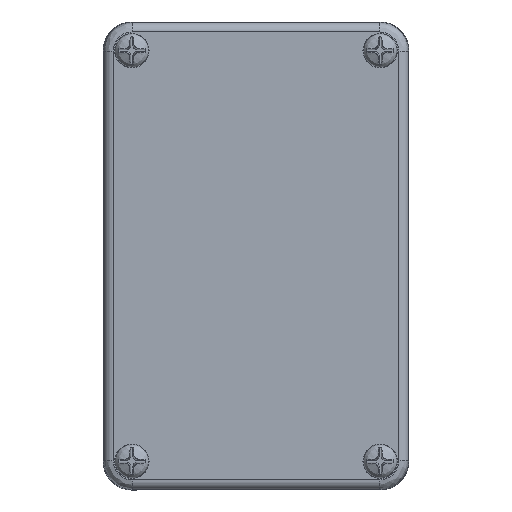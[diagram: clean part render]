
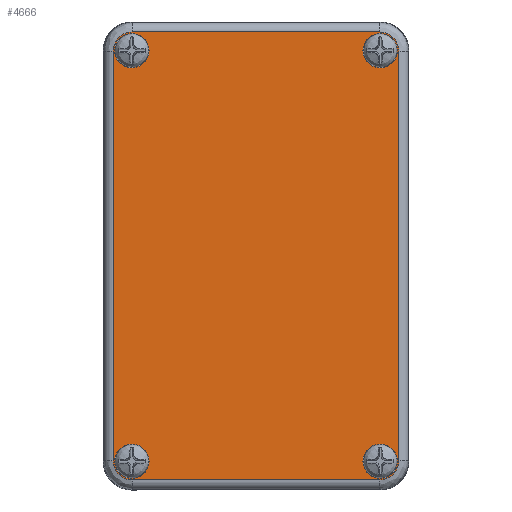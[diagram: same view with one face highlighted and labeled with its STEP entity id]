
A CAD part, top view. The second image highlights one B-rep face of the part: STEP entity #4666.
In plain terms, the highlighted face is planar.
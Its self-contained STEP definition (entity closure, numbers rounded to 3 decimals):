
#175=PLANE('',#5073);
#254=ELLIPSE('',#5051,0.4,0.4);
#257=ELLIPSE('',#5055,0.4,0.4);
#258=ELLIPSE('',#5061,0.4,0.4);
#261=ELLIPSE('',#5065,0.4,0.4);
#309=LINE('',#7524,#575);
#311=LINE('',#7662,#577);
#314=LINE('',#7669,#580);
#316=LINE('',#7802,#582);
#575=VECTOR('',#5807,5.179);
#577=VECTOR('',#5827,8.579);
#580=VECTOR('',#5834,8.579);
#582=VECTOR('',#5850,5.179);
#849=FACE_BOUND('',#1279,.T.);
#850=FACE_BOUND('',#1280,.T.);
#851=FACE_BOUND('',#1281,.T.);
#852=FACE_BOUND('',#1282,.T.);
#950=FACE_OUTER_BOUND('',#1278,.T.);
#1278=EDGE_LOOP('',(#3222,#3223,#3224,#3225,#3226,#3227,#3228,#3229));
#1279=EDGE_LOOP('',(#3230));
#1280=EDGE_LOOP('',(#3231));
#1281=EDGE_LOOP('',(#3232));
#1282=EDGE_LOOP('',(#3233));
#1662=CIRCLE('',#5028,0.36);
#1666=CIRCLE('',#5034,0.36);
#1670=CIRCLE('',#5040,0.36);
#1674=CIRCLE('',#5046,0.36);
#2030=VERTEX_POINT('',#7487);
#2034=VERTEX_POINT('',#7497);
#2038=VERTEX_POINT('',#7507);
#2042=VERTEX_POINT('',#7517);
#2044=VERTEX_POINT('',#7521);
#2045=VERTEX_POINT('',#7523);
#2048=VERTEX_POINT('',#7589);
#2049=VERTEX_POINT('',#7653);
#2052=VERTEX_POINT('',#7660);
#2053=VERTEX_POINT('',#7665);
#2056=VERTEX_POINT('',#7731);
#2057=VERTEX_POINT('',#7795);
#2477=EDGE_CURVE('',#2030,#2030,#1662,.T.);
#2481=EDGE_CURVE('',#2034,#2034,#1666,.T.);
#2485=EDGE_CURVE('',#2038,#2038,#1670,.T.);
#2489=EDGE_CURVE('',#2042,#2042,#1674,.T.);
#2491=EDGE_CURVE('',#2044,#2045,#309,.T.);
#2495=EDGE_CURVE('',#2048,#2044,#254,.T.);
#2499=EDGE_CURVE('',#2045,#2049,#257,.T.);
#2501=EDGE_CURVE('',#2052,#2048,#311,.T.);
#2505=EDGE_CURVE('',#2049,#2053,#314,.T.);
#2507=EDGE_CURVE('',#2056,#2052,#258,.T.);
#2511=EDGE_CURVE('',#2053,#2057,#261,.T.);
#2513=EDGE_CURVE('',#2057,#2056,#316,.T.);
#3222=ORIENTED_EDGE('',*,*,#2491,.F.);
#3223=ORIENTED_EDGE('',*,*,#2495,.F.);
#3224=ORIENTED_EDGE('',*,*,#2501,.F.);
#3225=ORIENTED_EDGE('',*,*,#2507,.F.);
#3226=ORIENTED_EDGE('',*,*,#2513,.F.);
#3227=ORIENTED_EDGE('',*,*,#2511,.F.);
#3228=ORIENTED_EDGE('',*,*,#2505,.F.);
#3229=ORIENTED_EDGE('',*,*,#2499,.F.);
#3230=ORIENTED_EDGE('',*,*,#2489,.T.);
#3231=ORIENTED_EDGE('',*,*,#2485,.T.);
#3232=ORIENTED_EDGE('',*,*,#2481,.T.);
#3233=ORIENTED_EDGE('',*,*,#2477,.T.);
#4666=ADVANCED_FACE('',(#950,#849,#850,#851,#852),#175,.F.);
#5028=AXIS2_PLACEMENT_3D('',#7488,#5765,#5766);
#5034=AXIS2_PLACEMENT_3D('',#7498,#5777,#5778);
#5040=AXIS2_PLACEMENT_3D('',#7508,#5789,#5790);
#5046=AXIS2_PLACEMENT_3D('',#7518,#5801,#5802);
#5051=AXIS2_PLACEMENT_3D('',#7591,#5813,#5814);
#5055=AXIS2_PLACEMENT_3D('',#7657,#5821,#5822);
#5061=AXIS2_PLACEMENT_3D('',#7733,#5837,#5838);
#5065=AXIS2_PLACEMENT_3D('',#7799,#5845,#5846);
#5073=AXIS2_PLACEMENT_3D('',#7821,#5870,#5871);
#5765=DIRECTION('center_axis',(0.,0.,1.));
#5766=DIRECTION('ref_axis',(1.,0.,0.));
#5777=DIRECTION('center_axis',(0.,0.,1.));
#5778=DIRECTION('ref_axis',(1.,0.,0.));
#5789=DIRECTION('center_axis',(0.,0.,1.));
#5790=DIRECTION('ref_axis',(1.,0.,0.));
#5801=DIRECTION('center_axis',(0.,0.,1.));
#5802=DIRECTION('ref_axis',(1.,0.,0.));
#5807=DIRECTION('',(1.,0.,0.));
#5813=DIRECTION('center_axis',(0.,0.,1.));
#5814=DIRECTION('ref_axis',(-0.707,-0.707,0.));
#5821=DIRECTION('center_axis',(0.,0.,1.));
#5822=DIRECTION('ref_axis',(0.707,-0.707,0.));
#5827=DIRECTION('',(0.,-1.,0.));
#5834=DIRECTION('',(0.,1.,0.));
#5837=DIRECTION('center_axis',(0.,0.,1.));
#5838=DIRECTION('ref_axis',(-0.707,0.707,0.));
#5845=DIRECTION('center_axis',(0.,0.,1.));
#5846=DIRECTION('ref_axis',(0.707,0.707,0.));
#5850=DIRECTION('',(-1.,0.,0.));
#5870=DIRECTION('center_axis',(0.,0.,1.));
#5871=DIRECTION('ref_axis',(1.,0.,0.));
#7487=CARTESIAN_POINT('',(47.722,37.614,0.));
#7488=CARTESIAN_POINT('Origin',(48.082,37.614,0.));
#7497=CARTESIAN_POINT('',(42.522,37.614,0.));
#7498=CARTESIAN_POINT('Origin',(42.882,37.614,0.));
#7507=CARTESIAN_POINT('',(47.722,46.214,0.));
#7508=CARTESIAN_POINT('Origin',(48.082,46.214,0.));
#7517=CARTESIAN_POINT('',(42.522,46.214,0.));
#7518=CARTESIAN_POINT('Origin',(42.882,46.214,0.));
#7521=CARTESIAN_POINT('',(42.892,37.224,0.));
#7523=CARTESIAN_POINT('',(48.072,37.224,0.));
#7524=CARTESIAN_POINT('',(42.892,37.224,0.));
#7589=CARTESIAN_POINT('',(42.492,37.624,0.));
#7591=CARTESIAN_POINT('Origin',(42.893,37.625,0.));
#7653=CARTESIAN_POINT('',(48.471,37.624,0.));
#7657=CARTESIAN_POINT('Origin',(48.071,37.625,0.));
#7660=CARTESIAN_POINT('',(42.492,46.204,0.));
#7662=CARTESIAN_POINT('',(42.492,46.204,0.));
#7665=CARTESIAN_POINT('',(48.471,46.204,0.));
#7669=CARTESIAN_POINT('',(48.471,37.624,0.));
#7731=CARTESIAN_POINT('',(42.892,46.604,0.));
#7733=CARTESIAN_POINT('Origin',(42.893,46.203,0.));
#7795=CARTESIAN_POINT('',(48.072,46.604,0.));
#7799=CARTESIAN_POINT('Origin',(48.071,46.203,0.));
#7802=CARTESIAN_POINT('',(48.072,46.604,0.));
#7821=CARTESIAN_POINT('Origin',(45.482,41.914,0.));
